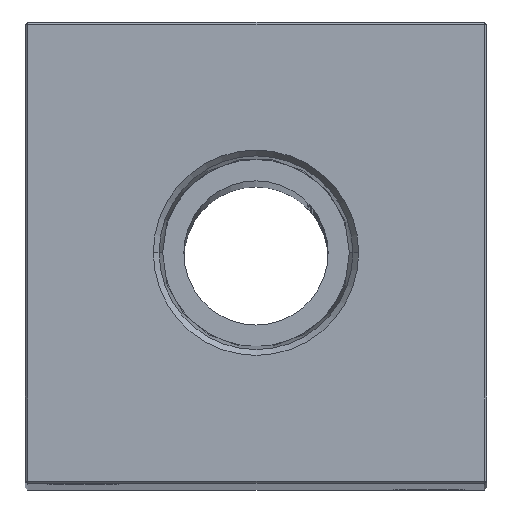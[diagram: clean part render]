
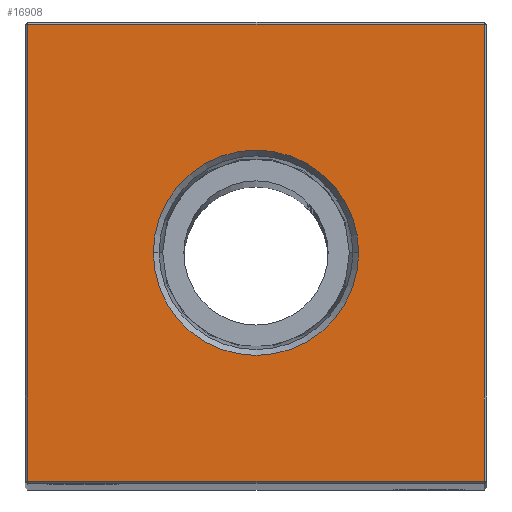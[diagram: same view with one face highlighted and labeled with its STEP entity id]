
A CAD part, top view. The second image highlights one B-rep face of the part: STEP entity #16908.
In plain terms, the highlighted planar face has unit normal (0, 0, 1).
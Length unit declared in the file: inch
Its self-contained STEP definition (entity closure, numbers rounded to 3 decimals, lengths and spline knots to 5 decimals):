
#602 = VERTEX_POINT ( 'NONE', #1330 ) ;
#1330 = CARTESIAN_POINT ( 'NONE',  ( 0.99, 0.99, 16.25 ) ) ;
#1467 = VECTOR ( 'NONE', #5489, 39.37008 ) ;
#2124 = CARTESIAN_POINT ( 'NONE',  ( 0., 0., 16.25 ) ) ;
#2851 = LINE ( 'NONE', #13419, #15319 ) ;
#3103 = CARTESIAN_POINT ( 'NONE',  ( 0.99, -0.99, 16.25 ) ) ;
#3271 = VERTEX_POINT ( 'NONE', #9037 ) ;
#3874 = CARTESIAN_POINT ( 'NONE',  ( -0.99, 0.99, 16.25 ) ) ;
#4093 = EDGE_LOOP ( 'NONE', ( #31795, #16609, #33505, #32983 ) ) ;
#4153 = AXIS2_PLACEMENT_3D ( 'NONE', #11283, #21842, #32380 ) ;
#5310 = EDGE_CURVE ( 'NONE', #3271, #14640, #26235, .T. ) ;
#5489 = DIRECTION ( 'NONE',  ( 0., -1., 0. ) ) ;
#5618 = EDGE_CURVE ( 'NONE', #14640, #3271, #19124, .T. ) ;
#6446 = PLANE ( 'NONE',  #9652 ) ;
#6656 = LINE ( 'NONE', #17233, #12611 ) ;
#9037 = CARTESIAN_POINT ( 'NONE',  ( -0.44487, 0., 16.25 ) ) ;
#9384 = CARTESIAN_POINT ( 'NONE',  ( 0., 0., 16.25 ) ) ;
#9652 = AXIS2_PLACEMENT_3D ( 'NONE', #9384, #19956, #30483 ) ;
#10269 = DIRECTION ( 'NONE',  ( 0., 1., 0. ) ) ;
#11283 = CARTESIAN_POINT ( 'NONE',  ( 0., 0., 16.25 ) ) ;
#11330 = AXIS2_PLACEMENT_3D ( 'NONE', #2124, #12710, #23296 ) ;
#11561 = EDGE_CURVE ( 'NONE', #19219, #602, #23437, .T. ) ;
#12349 = CARTESIAN_POINT ( 'NONE',  ( -0.99, -0.99, 16.25 ) ) ;
#12611 = VECTOR ( 'NONE', #27725, 39.37008 ) ;
#12710 = DIRECTION ( 'NONE',  ( 0., 0., 1. ) ) ;
#13419 = CARTESIAN_POINT ( 'NONE',  ( 0., 0.99, 16.25 ) ) ;
#14451 = ORIENTED_EDGE ( 'NONE', *, *, #5618, .F. ) ;
#14640 = VERTEX_POINT ( 'NONE', #15532 ) ;
#15319 = VECTOR ( 'NONE', #23999, 39.37008 ) ;
#15532 = CARTESIAN_POINT ( 'NONE',  ( 0.44487, 0., 16.25 ) ) ;
#16609 = ORIENTED_EDGE ( 'NONE', *, *, #32029, .T. ) ;
#16908 = ADVANCED_FACE ( 'NONE', ( #19628, #30158 ), #6446, .F. ) ;
#17233 = CARTESIAN_POINT ( 'NONE',  ( 0., -0.99, 16.25 ) ) ;
#18688 = LINE ( 'NONE', #29199, #1467 ) ;
#19124 = CIRCLE ( 'NONE', #4153, 0.44487 ) ;
#19219 = VERTEX_POINT ( 'NONE', #3103 ) ;
#19628 = FACE_OUTER_BOUND ( 'NONE', #4093, .T. ) ;
#19863 = EDGE_LOOP ( 'NONE', ( #14451, #25516 ) ) ;
#19956 = DIRECTION ( 'NONE',  ( 0., 0., -1. ) ) ;
#20724 = VECTOR ( 'NONE', #10269, 39.37008 ) ;
#21842 = DIRECTION ( 'NONE',  ( 0., 0., 1. ) ) ;
#23296 = DIRECTION ( 'NONE',  ( 1., 0., 0. ) ) ;
#23437 = LINE ( 'NONE', #34004, #20724 ) ;
#23999 = DIRECTION ( 'NONE',  ( -1., 0., 0. ) ) ;
#25516 = ORIENTED_EDGE ( 'NONE', *, *, #5310, .F. ) ;
#26235 = CIRCLE ( 'NONE', #11330, 0.44487 ) ;
#27725 = DIRECTION ( 'NONE',  ( 1., 0., 0. ) ) ;
#28226 = EDGE_CURVE ( 'NONE', #30080, #32676, #18688, .T. ) ;
#29199 = CARTESIAN_POINT ( 'NONE',  ( -0.99, 0., 16.25 ) ) ;
#30080 = VERTEX_POINT ( 'NONE', #3874 ) ;
#30158 = FACE_BOUND ( 'NONE', #19863, .T. ) ;
#30483 = DIRECTION ( 'NONE',  ( -1., 0., 0. ) ) ;
#31018 = EDGE_CURVE ( 'NONE', #602, #30080, #2851, .T. ) ;
#31795 = ORIENTED_EDGE ( 'NONE', *, *, #28226, .T. ) ;
#32029 = EDGE_CURVE ( 'NONE', #32676, #19219, #6656, .T. ) ;
#32380 = DIRECTION ( 'NONE',  ( 1., 0., 0. ) ) ;
#32676 = VERTEX_POINT ( 'NONE', #12349 ) ;
#32983 = ORIENTED_EDGE ( 'NONE', *, *, #31018, .T. ) ;
#33505 = ORIENTED_EDGE ( 'NONE', *, *, #11561, .T. ) ;
#34004 = CARTESIAN_POINT ( 'NONE',  ( 0.99, 0., 16.25 ) ) ;
